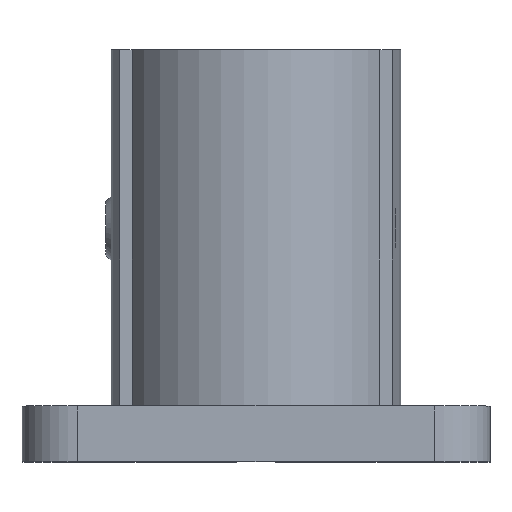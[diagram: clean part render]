
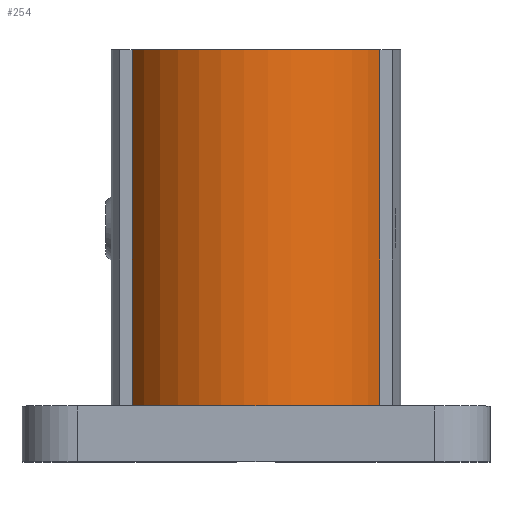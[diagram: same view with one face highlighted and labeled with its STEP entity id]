
A CAD part, top view. The second image highlights one B-rep face of the part: STEP entity #254.
In plain terms, the highlighted cylindrical face has radius 12.5 mm (diameter 25 mm), a partial arc.
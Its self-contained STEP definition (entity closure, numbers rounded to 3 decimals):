
#254 = ADVANCED_FACE( '', ( #558 ), #559, .T. );
#558 = FACE_OUTER_BOUND( '', #890, .T. );
#559 = CYLINDRICAL_SURFACE( '', #891, 12.5 );
#890 = EDGE_LOOP( '', ( #1627, #1628, #1629, #1630 ) );
#891 = AXIS2_PLACEMENT_3D( '', #1631, #1632, #1633 );
#1627 = ORIENTED_EDGE( '', *, *, #2182, .F. );
#1628 = ORIENTED_EDGE( '', *, *, #2183, .F. );
#1629 = ORIENTED_EDGE( '', *, *, #1936, .F. );
#1630 = ORIENTED_EDGE( '', *, *, #2156, .F. );
#1631 = CARTESIAN_POINT( '', ( 0., 37., 0. ) );
#1632 = DIRECTION( '', ( 0., 1., 0. ) );
#1633 = DIRECTION( '', ( 0., 0., -1. ) );
#1936 = EDGE_CURVE( '', #2330, #2333, #2334, .F. );
#2156 = EDGE_CURVE( '', #2673, #2330, #2675, .F. );
#2182 = EDGE_CURVE( '', #2703, #2673, #2704, .T. );
#2183 = EDGE_CURVE( '', #2333, #2703, #2705, .T. );
#2330 = VERTEX_POINT( '', #2895 );
#2333 = VERTEX_POINT( '', #2899 );
#2334 = LINE( '', #2900, #2901 );
#2673 = VERTEX_POINT( '', #3388 );
#2675 = CIRCLE( '', #3391, 12.5 );
#2703 = VERTEX_POINT( '', #3432 );
#2704 = LINE( '', #3433, #3434 );
#2705 = CIRCLE( '', #3435, 12.5 );
#2895 = CARTESIAN_POINT( '', ( -11.125, 5., 5.7 ) );
#2899 = CARTESIAN_POINT( '', ( -11.125, 37., 5.7 ) );
#2900 = CARTESIAN_POINT( '', ( -11.125, 37., 5.7 ) );
#2901 = VECTOR( '', #3556, 1000. );
#3388 = CARTESIAN_POINT( '', ( 11.125, 5., 5.7 ) );
#3391 = AXIS2_PLACEMENT_3D( '', #3824, #3825, #3826 );
#3432 = CARTESIAN_POINT( '', ( 11.125, 37., 5.7 ) );
#3433 = CARTESIAN_POINT( '', ( 11.125, 37., 5.7 ) );
#3434 = VECTOR( '', #3858, 1000. );
#3435 = AXIS2_PLACEMENT_3D( '', #3859, #3860, #3861 );
#3556 = DIRECTION( '', ( 0., -1., 0. ) );
#3824 = CARTESIAN_POINT( '', ( 0., 5., 0. ) );
#3825 = DIRECTION( '', ( 0., 1., 0. ) );
#3826 = DIRECTION( '', ( 0., 0., 1. ) );
#3858 = DIRECTION( '', ( 0., -1., 0. ) );
#3859 = CARTESIAN_POINT( '', ( 0., 37., 0. ) );
#3860 = DIRECTION( '', ( 0., 1., 0. ) );
#3861 = DIRECTION( '', ( 1., 0., 0. ) );
